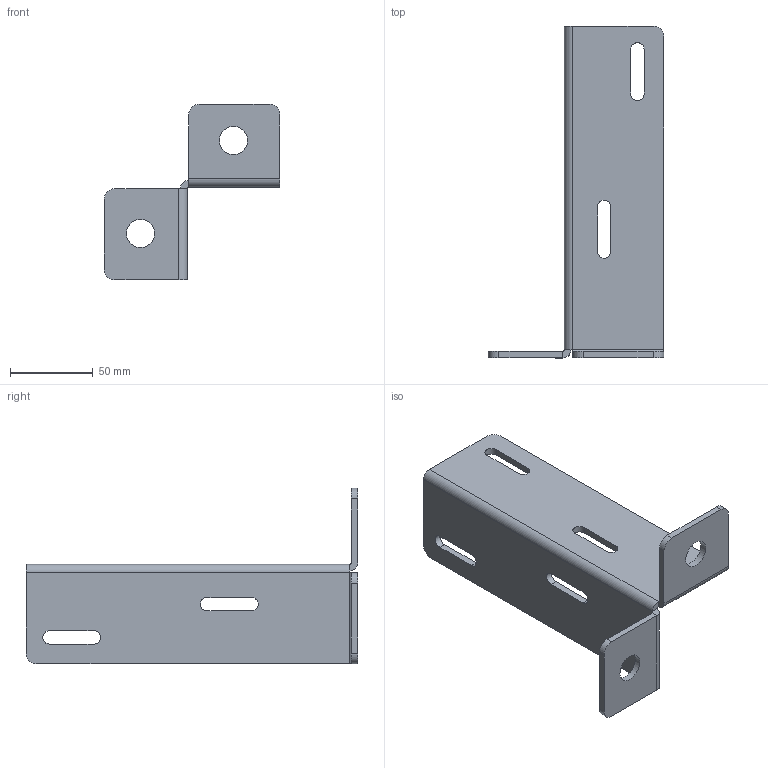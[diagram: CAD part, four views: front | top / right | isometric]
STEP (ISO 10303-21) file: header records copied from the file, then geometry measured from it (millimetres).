
FILE_DESCRIPTION(/* description */ ('STAFFA DOPPIA X PALO DI 60X60 PERIM.ZN'),/* implementation_level */ '2;1');
FILE_NAME(/* name */ 'DPDFQ0000083.stp',/* time_stamp */ '2018-01-19T10:54:58+01:00',/* author */ ('EditCS'),/* organization */ (''),/* preprocessor_version */ 'ST-DEVELOPER v16.1',/* originating_system */ 'Autodesk Inventor 2016',/* authorisation */ '');
FILE_SCHEMA (('AUTOMOTIVE_DESIGN { 1 0 10303 214 3 1 1 }'));
Length unit declared in the file: millimetre
Products named in the file (1): 17.053.00
Bounding box: 106 x 200 x 106 mm (x, y, z)
Volume: 105055.4 mm3; surface area: 57427.2 mm2
Topology: 1 solids, 1 shells, 53 faces, 133 edges, 82 vertices
Faces by surface type: plane 31, cylinder 22
Full cylindrical faces by diameter (mm): 17 x2
Entity records: 1591 total; most frequent: DIRECTION 281, CARTESIAN_POINT 263, ORIENTED_EDGE 258, EDGE_CURVE 129, AXIS2_PLACEMENT_3D 98, LINE 85, VECTOR 85, VERTEX_POINT 80
